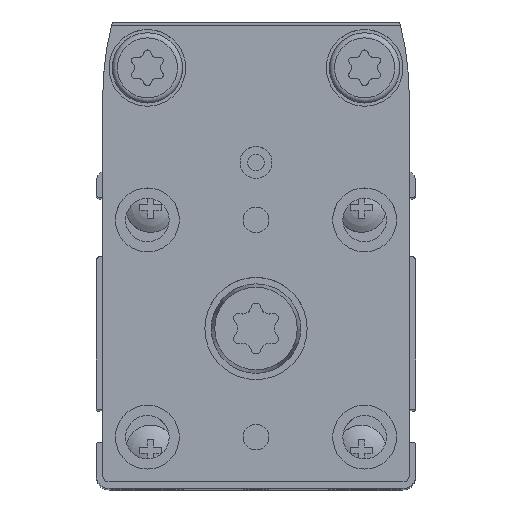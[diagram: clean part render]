
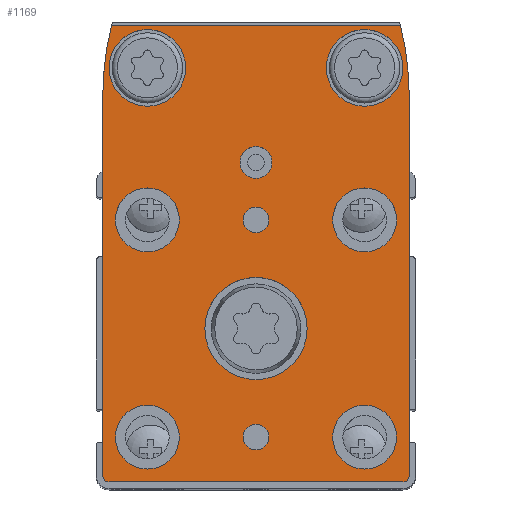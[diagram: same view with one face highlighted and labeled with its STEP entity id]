
A CAD part, top view. The second image highlights one B-rep face of the part: STEP entity #1169.
In plain terms, the highlighted planar face has unit normal (0, 0, 1).
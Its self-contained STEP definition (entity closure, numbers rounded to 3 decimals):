
#1169 = ADVANCED_FACE( '', ( #2629, #2630, #2631, #2632, #2633, #2634, #2635, #2636, #2637, #2638, #2639 ), #2640, .T. );
#2629 = FACE_BOUND( '', #4439, .T. );
#2630 = FACE_BOUND( '', #4440, .T. );
#2631 = FACE_BOUND( '', #4441, .T. );
#2632 = FACE_BOUND( '', #4442, .T. );
#2633 = FACE_BOUND( '', #4443, .T. );
#2634 = FACE_BOUND( '', #4444, .T. );
#2635 = FACE_BOUND( '', #4445, .T. );
#2636 = FACE_BOUND( '', #4446, .T. );
#2637 = FACE_BOUND( '', #4447, .T. );
#2638 = FACE_BOUND( '', #4448, .T. );
#2639 = FACE_OUTER_BOUND( '', #4449, .T. );
#2640 = PLANE( '', #4450 );
#4439 = EDGE_LOOP( '', ( #7535 ) );
#4440 = EDGE_LOOP( '', ( #7536 ) );
#4441 = EDGE_LOOP( '', ( #7537 ) );
#4442 = EDGE_LOOP( '', ( #7538 ) );
#4443 = EDGE_LOOP( '', ( #7539 ) );
#4444 = EDGE_LOOP( '', ( #7540 ) );
#4445 = EDGE_LOOP( '', ( #7541 ) );
#4446 = EDGE_LOOP( '', ( #7542 ) );
#4447 = EDGE_LOOP( '', ( #7543 ) );
#4448 = EDGE_LOOP( '', ( #7544 ) );
#4449 = EDGE_LOOP( '', ( #7545, #7546, #7547, #7548, #7549, #7550, #7551, #7552 ) );
#4450 = AXIS2_PLACEMENT_3D( '', #7553, #7554, #7555 );
#7535 = ORIENTED_EDGE( '', *, *, #10568, .T. );
#7536 = ORIENTED_EDGE( '', *, *, #10016, .T. );
#7537 = ORIENTED_EDGE( '', *, *, #10951, .F. );
#7538 = ORIENTED_EDGE( '', *, *, #10952, .F. );
#7539 = ORIENTED_EDGE( '', *, *, #10953, .T. );
#7540 = ORIENTED_EDGE( '', *, *, #10917, .T. );
#7541 = ORIENTED_EDGE( '', *, *, #10954, .T. );
#7542 = ORIENTED_EDGE( '', *, *, #10466, .T. );
#7543 = ORIENTED_EDGE( '', *, *, #10955, .T. );
#7544 = ORIENTED_EDGE( '', *, *, #10630, .F. );
#7545 = ORIENTED_EDGE( '', *, *, #10956, .T. );
#7546 = ORIENTED_EDGE( '', *, *, #10957, .T. );
#7547 = ORIENTED_EDGE( '', *, *, #10958, .T. );
#7548 = ORIENTED_EDGE( '', *, *, #10959, .T. );
#7549 = ORIENTED_EDGE( '', *, *, #10436, .T. );
#7550 = ORIENTED_EDGE( '', *, *, #10960, .T. );
#7551 = ORIENTED_EDGE( '', *, *, #10010, .T. );
#7552 = ORIENTED_EDGE( '', *, *, #10961, .T. );
#7553 = CARTESIAN_POINT( '', ( 12., 18., 6. ) );
#7554 = DIRECTION( '', ( 0., 0., 1. ) );
#7555 = DIRECTION( '', ( 1., 0., 0. ) );
#10010 = EDGE_CURVE( '', #11854, #11852, #11855, .T. );
#10016 = EDGE_CURVE( '', #11863, #11863, #11864, .T. );
#10436 = EDGE_CURVE( '', #12583, #12581, #12584, .T. );
#10466 = EDGE_CURVE( '', #12629, #12629, #12630, .T. );
#10568 = EDGE_CURVE( '', #12780, #12780, #12781, .T. );
#10630 = EDGE_CURVE( '', #12874, #12874, #12875, .T. );
#10917 = EDGE_CURVE( '', #13292, #13292, #13293, .T. );
#10951 = EDGE_CURVE( '', #13343, #13343, #13344, .T. );
#10952 = EDGE_CURVE( '', #13345, #13345, #13346, .T. );
#10953 = EDGE_CURVE( '', #13347, #13347, #13348, .T. );
#10954 = EDGE_CURVE( '', #13349, #13349, #13350, .T. );
#10955 = EDGE_CURVE( '', #13351, #13351, #13352, .T. );
#10956 = EDGE_CURVE( '', #13353, #13354, #13355, .T. );
#10957 = EDGE_CURVE( '', #13354, #13356, #13357, .T. );
#10958 = EDGE_CURVE( '', #13356, #13358, #13359, .T. );
#10959 = EDGE_CURVE( '', #13358, #12583, #13360, .T. );
#10960 = EDGE_CURVE( '', #12581, #11854, #13361, .T. );
#10961 = EDGE_CURVE( '', #11852, #13353, #13362, .T. );
#11852 = VERTEX_POINT( '', #14456 );
#11854 = VERTEX_POINT( '', #14459 );
#11855 = CIRCLE( '', #14460, 24. );
#11863 = VERTEX_POINT( '', #14469 );
#11864 = CIRCLE( '', #14470, 3. );
#12581 = VERTEX_POINT( '', #15501 );
#12583 = VERTEX_POINT( '', #15504 );
#12584 = CIRCLE( '', #15505, 0.5 );
#12629 = VERTEX_POINT( '', #15582 );
#12630 = CIRCLE( '', #15583, 2.5 );
#12780 = VERTEX_POINT( '', #15837 );
#12781 = CIRCLE( '', #15838, 3. );
#12874 = VERTEX_POINT( '', #15954 );
#12875 = CIRCLE( '', #15955, 1.25 );
#13292 = VERTEX_POINT( '', #16555 );
#13293 = CIRCLE( '', #16556, 2.5 );
#13343 = VERTEX_POINT( '', #16623 );
#13344 = CIRCLE( '', #16624, 1. );
#13345 = VERTEX_POINT( '', #16625 );
#13346 = CIRCLE( '', #16626, 1. );
#13347 = VERTEX_POINT( '', #16627 );
#13348 = CIRCLE( '', #16628, 4. );
#13349 = VERTEX_POINT( '', #16629 );
#13350 = CIRCLE( '', #16630, 2.5 );
#13351 = VERTEX_POINT( '', #16631 );
#13352 = CIRCLE( '', #16632, 2.5 );
#13353 = VERTEX_POINT( '', #16633 );
#13354 = VERTEX_POINT( '', #16634 );
#13355 = CIRCLE( '', #16635, 24. );
#13356 = VERTEX_POINT( '', #16636 );
#13357 = LINE( '', #16637, #16638 );
#13358 = VERTEX_POINT( '', #16639 );
#13359 = CIRCLE( '', #16640, 0.5 );
#13360 = LINE( '', #16641, #16642 );
#13361 = LINE( '', #16643, #16644 );
#13362 = LINE( '', #16645, #16646 );
#14456 = CARTESIAN_POINT( '', ( 11.313, 23.7, 6. ) );
#14459 = CARTESIAN_POINT( '', ( 12., 18., 6. ) );
#14460 = AXIS2_PLACEMENT_3D( '', #17982, #17983, #17984 );
#14469 = CARTESIAN_POINT( '', ( -11.5, 20.4, 6. ) );
#14470 = AXIS2_PLACEMENT_3D( '', #17992, #17993, #17994 );
#15501 = CARTESIAN_POINT( '', ( 12., -11.5, 6. ) );
#15504 = CARTESIAN_POINT( '', ( 11.5, -12., 6. ) );
#15505 = AXIS2_PLACEMENT_3D( '', #18600, #18601, #18602 );
#15582 = CARTESIAN_POINT( '', ( -11., -8.5, 6. ) );
#15583 = AXIS2_PLACEMENT_3D( '', #18626, #18627, #18628 );
#15837 = CARTESIAN_POINT( '', ( 5.5, 20.4, 6. ) );
#15838 = AXIS2_PLACEMENT_3D( '', #18767, #18768, #18769 );
#15954 = CARTESIAN_POINT( '', ( 1.25, 13., 6. ) );
#15955 = AXIS2_PLACEMENT_3D( '', #18856, #18857, #18858 );
#16555 = CARTESIAN_POINT( '', ( 6., -8.5, 6. ) );
#16556 = AXIS2_PLACEMENT_3D( '', #19232, #19233, #19234 );
#16623 = CARTESIAN_POINT( '', ( 1., -8.5, 6. ) );
#16624 = AXIS2_PLACEMENT_3D( '', #19270, #19271, #19272 );
#16625 = CARTESIAN_POINT( '', ( 1., 8.5, 6. ) );
#16626 = AXIS2_PLACEMENT_3D( '', #19273, #19274, #19275 );
#16627 = CARTESIAN_POINT( '', ( -4., 0., 6. ) );
#16628 = AXIS2_PLACEMENT_3D( '', #19276, #19277, #19278 );
#16629 = CARTESIAN_POINT( '', ( -11., 8.5, 6. ) );
#16630 = AXIS2_PLACEMENT_3D( '', #19279, #19280, #19281 );
#16631 = CARTESIAN_POINT( '', ( 6., 8.5, 6. ) );
#16632 = AXIS2_PLACEMENT_3D( '', #19282, #19283, #19284 );
#16633 = CARTESIAN_POINT( '', ( -11.313, 23.7, 6. ) );
#16634 = CARTESIAN_POINT( '', ( -12., 18., 6. ) );
#16635 = AXIS2_PLACEMENT_3D( '', #19285, #19286, #19287 );
#16636 = CARTESIAN_POINT( '', ( -12., -11.5, 6. ) );
#16637 = CARTESIAN_POINT( '', ( -12., 18., 6. ) );
#16638 = VECTOR( '', #19288, 1000. );
#16639 = CARTESIAN_POINT( '', ( -11.5, -12., 6. ) );
#16640 = AXIS2_PLACEMENT_3D( '', #19289, #19290, #19291 );
#16641 = CARTESIAN_POINT( '', ( -11.5, -12., 6. ) );
#16642 = VECTOR( '', #19292, 1000. );
#16643 = CARTESIAN_POINT( '', ( 12., -11.5, 6. ) );
#16644 = VECTOR( '', #19293, 1000. );
#16645 = CARTESIAN_POINT( '', ( 11.313, 23.7, 6. ) );
#16646 = VECTOR( '', #19294, 1000. );
#17982 = CARTESIAN_POINT( '', ( -12., 18., 6. ) );
#17983 = DIRECTION( '', ( 0., 0., 1. ) );
#17984 = DIRECTION( '', ( 1., 0., 0. ) );
#17992 = CARTESIAN_POINT( '', ( -8.5, 20.4, 6. ) );
#17993 = DIRECTION( '', ( 0., 0., -1. ) );
#17994 = DIRECTION( '', ( -1., 0., 0. ) );
#18600 = CARTESIAN_POINT( '', ( 11.5, -11.5, 6. ) );
#18601 = DIRECTION( '', ( 0., 0., 1. ) );
#18602 = DIRECTION( '', ( 1., 0., 0. ) );
#18626 = CARTESIAN_POINT( '', ( -8.5, -8.5, 6. ) );
#18627 = DIRECTION( '', ( 0., 0., -1. ) );
#18628 = DIRECTION( '', ( -1., 0., 0. ) );
#18767 = CARTESIAN_POINT( '', ( 8.5, 20.4, 6. ) );
#18768 = DIRECTION( '', ( 0., 0., -1. ) );
#18769 = DIRECTION( '', ( -1., 0., 0. ) );
#18856 = CARTESIAN_POINT( '', ( 0., 13., 6. ) );
#18857 = DIRECTION( '', ( 0., 0., 1. ) );
#18858 = DIRECTION( '', ( 1., 0., 0. ) );
#19232 = CARTESIAN_POINT( '', ( 8.5, -8.5, 6. ) );
#19233 = DIRECTION( '', ( 0., 0., -1. ) );
#19234 = DIRECTION( '', ( -1., 0., 0. ) );
#19270 = CARTESIAN_POINT( '', ( 0., -8.5, 6. ) );
#19271 = DIRECTION( '', ( 0., 0., 1. ) );
#19272 = DIRECTION( '', ( 1., 0., 0. ) );
#19273 = CARTESIAN_POINT( '', ( 0., 8.5, 6. ) );
#19274 = DIRECTION( '', ( 0., 0., 1. ) );
#19275 = DIRECTION( '', ( 1., 0., 0. ) );
#19276 = CARTESIAN_POINT( '', ( 0., 0., 6. ) );
#19277 = DIRECTION( '', ( 0., 0., -1. ) );
#19278 = DIRECTION( '', ( -1., 0., 0. ) );
#19279 = CARTESIAN_POINT( '', ( -8.5, 8.5, 6. ) );
#19280 = DIRECTION( '', ( 0., 0., -1. ) );
#19281 = DIRECTION( '', ( -1., 0., 0. ) );
#19282 = CARTESIAN_POINT( '', ( 8.5, 8.5, 6. ) );
#19283 = DIRECTION( '', ( 0., 0., -1. ) );
#19284 = DIRECTION( '', ( -1., 0., 0. ) );
#19285 = CARTESIAN_POINT( '', ( 12., 18., 6. ) );
#19286 = DIRECTION( '', ( 0., 0., 1. ) );
#19287 = DIRECTION( '', ( 1., 0., 0. ) );
#19288 = DIRECTION( '', ( 0., -1., 0. ) );
#19289 = CARTESIAN_POINT( '', ( -11.5, -11.5, 6. ) );
#19290 = DIRECTION( '', ( 0., 0., 1. ) );
#19291 = DIRECTION( '', ( 1., 0., 0. ) );
#19292 = DIRECTION( '', ( 1., 0., 0. ) );
#19293 = DIRECTION( '', ( 0., 1., 0. ) );
#19294 = DIRECTION( '', ( -1., 0., 0. ) );
